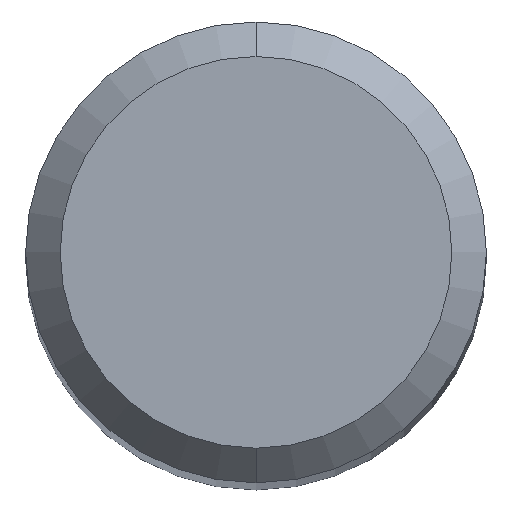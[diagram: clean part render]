
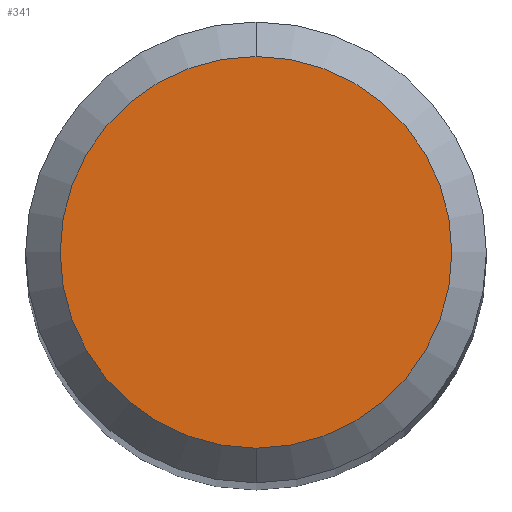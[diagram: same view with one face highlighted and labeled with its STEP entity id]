
A CAD part, top view. The second image highlights one B-rep face of the part: STEP entity #341.
In plain terms, the highlighted planar face has unit normal (0, 0, 1).
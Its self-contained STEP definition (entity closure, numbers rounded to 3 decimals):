
#195=VERTEX_POINT('',#515);
#315=VERTEX_POINT('',#653);
#341=ADVANCED_FACE('',(#681),#682,.T.);
#347=EDGE_CURVE('',#195,#315,#688,.T.);
#469=EDGE_CURVE('',#315,#195,#816,.T.);
#515=CARTESIAN_POINT('',(0.,-1.7,0.0));
#653=CARTESIAN_POINT('',(0.0,1.7,0.0));
#681=FACE_OUTER_BOUND('',#1149,.T.);
#682=PLANE('',#1150);
#688=CIRCLE('',#1167,1.7);
#816=CIRCLE('',#1464,1.7);
#1149=EDGE_LOOP('',(#1725,#1726));
#1150=AXIS2_PLACEMENT_3D('',#1727,#1728,#1729);
#1167=AXIS2_PLACEMENT_3D('',#1730,#1731,#1732);
#1464=AXIS2_PLACEMENT_3D('',#1834,#1835,#1836);
#1725=ORIENTED_EDGE('',*,*,#469,.F.);
#1726=ORIENTED_EDGE('',*,*,#347,.F.);
#1727=CARTESIAN_POINT('',(0.0,0.85,0.0));
#1728=DIRECTION('',(-0.0,0.0,1.0));
#1729=DIRECTION('',(0.0,-1.0,0.0));
#1730=CARTESIAN_POINT('',(0.0,0.0,0.0));
#1731=DIRECTION('',(0.0,0.0,-1.0));
#1732=DIRECTION('',(0.0,1.0,0.0));
#1834=CARTESIAN_POINT('',(0.0,0.0,0.0));
#1835=DIRECTION('',(0.0,0.0,-1.0));
#1836=DIRECTION('',(0.0,1.0,0.0));
